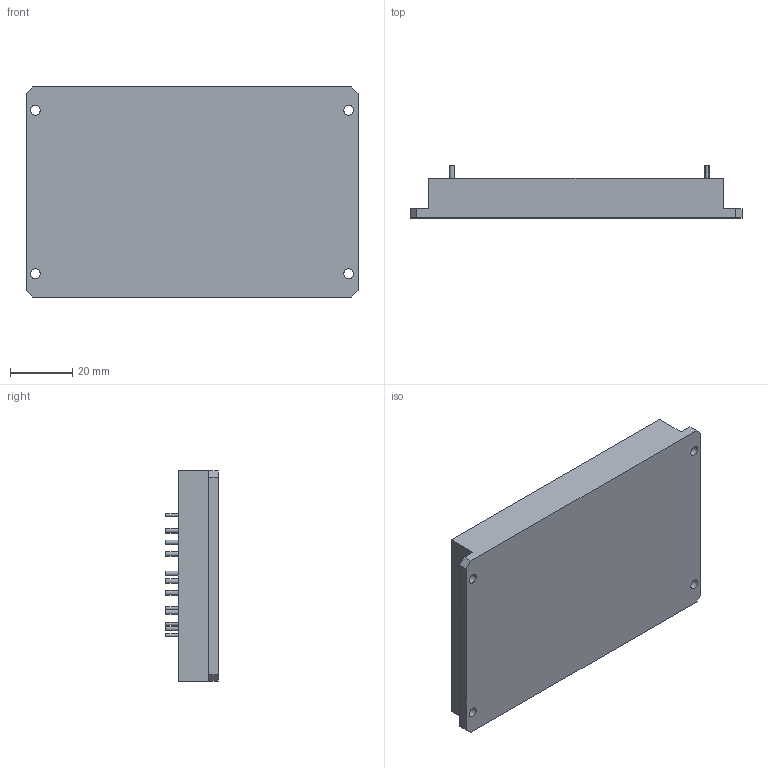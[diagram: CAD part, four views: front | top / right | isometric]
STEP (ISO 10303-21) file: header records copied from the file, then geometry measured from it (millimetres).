
FILE_DESCRIPTION(('STEP AP214'), '1');
FILE_NAME('TESAV200-230WSxx-F6-õU', '', ('UNSPECIFIED'), ('UNSPECIFIED'), 'ASCON STEP Converter 1.3', 'ASCON Math Kernel', '');
FILE_SCHEMA(('AUTOMOTIVE_DESIGN { 1 0 10303 214 3 1 1}'));
Length unit declared in the file: millimetre
Bounding box: 107 x 16.85 x 67.7 mm (x, y, z)
Volume: 85044.3 mm3; surface area: 19012.7 mm2
Topology: 1 solids, 1 shells, 1052 faces, 3036 edges, 2024 vertices
Faces by surface type: plane 611, cylinder 441
Full cylindrical faces by diameter (mm): 1 x4, 1.5 x10, 3.2 x4
Entity records: 43063 total; most frequent: CARTESIAN_POINT 6095, ORIENTED_EDGE 6036, DIRECTION 6006, EDGE_CURVE 3018, LINE 2136, VECTOR 2136, VERTEX_POINT 2024, AXIS2_PLACEMENT_3D 1935
